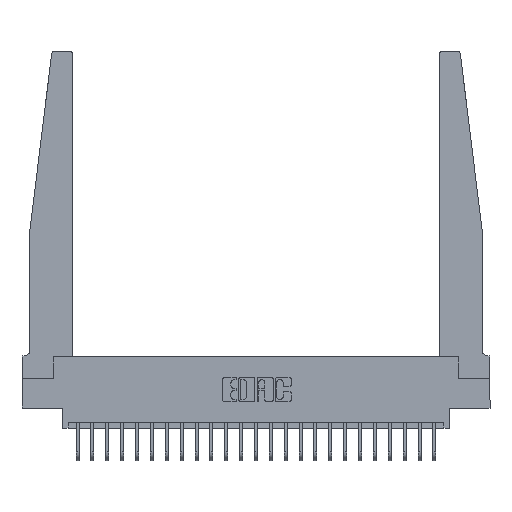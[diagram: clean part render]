
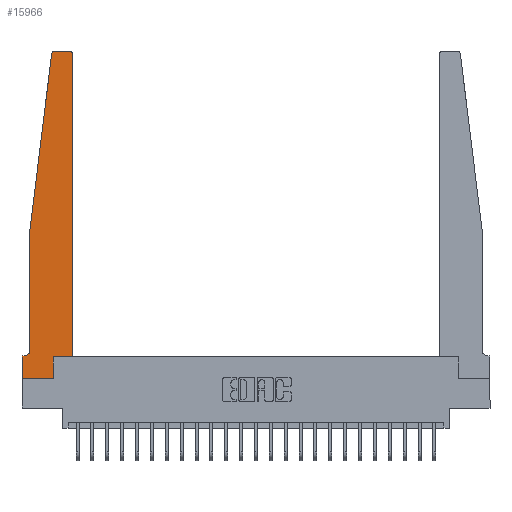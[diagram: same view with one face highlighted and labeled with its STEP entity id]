
A CAD part, top view. The second image highlights one B-rep face of the part: STEP entity #15966.
In plain terms, the highlighted planar face has unit normal (0, 0, 1).
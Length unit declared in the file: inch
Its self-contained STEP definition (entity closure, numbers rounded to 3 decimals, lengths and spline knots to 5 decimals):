
#354 = DIRECTION ( 'NONE',  ( 0., -1., 0. ) ) ;
#384 = CARTESIAN_POINT ( 'NONE',  ( 0.425, 2.72, 0.37 ) ) ;
#419 = AXIS2_PLACEMENT_3D ( 'NONE', #3882, #16238, #5641 ) ;
#653 = FACE_OUTER_BOUND ( 'NONE', #13640, .T. ) ;
#1159 = EDGE_CURVE ( 'NONE', #22010, #14743, #11446, .T. ) ;
#1190 = VERTEX_POINT ( 'NONE', #17202 ) ;
#1241 = DIRECTION ( 'NONE',  ( 0., 0., 1. ) ) ;
#1273 = ORIENTED_EDGE ( 'NONE', *, *, #18194, .T. ) ;
#1738 = EDGE_CURVE ( 'NONE', #14581, #22010, #18574, .T. ) ;
#1822 = ORIENTED_EDGE ( 'NONE', *, *, #1159, .T. ) ;
#2056 = VERTEX_POINT ( 'NONE', #5565 ) ;
#2070 = EDGE_CURVE ( 'NONE', #17213, #12827, #8643, .T. ) ;
#2210 = CARTESIAN_POINT ( 'NONE',  ( 0.2605, 0.18, 0.37 ) ) ;
#2289 = DIRECTION ( 'NONE',  ( 0., 1., 0. ) ) ;
#2304 = VECTOR ( 'NONE', #5437, 39.37008 ) ;
#2693 = CARTESIAN_POINT ( 'NONE',  ( 0.425, 0.18, 0.37 ) ) ;
#2789 = CARTESIAN_POINT ( 'NONE',  ( 0., 0.1875, 0.37 ) ) ;
#3077 = ORIENTED_EDGE ( 'NONE', *, *, #1738, .T. ) ;
#3201 = EDGE_CURVE ( 'NONE', #1190, #6357, #10801, .T. ) ;
#3676 = CARTESIAN_POINT ( 'NONE',  ( 0.25, 2.75, 0.37 ) ) ;
#3825 = CARTESIAN_POINT ( 'NONE',  ( 0.065, 0.2375, 0.37 ) ) ;
#3872 = CARTESIAN_POINT ( 'NONE',  ( 0.395, 2.75, 0.37 ) ) ;
#3882 = CARTESIAN_POINT ( 'NONE',  ( 0.395, 2.72, 0.37 ) ) ;
#4245 = EDGE_CURVE ( 'NONE', #7620, #5312, #12684, .T. ) ;
#4387 = AXIS2_PLACEMENT_3D ( 'NONE', #11797, #1241, #13567 ) ;
#5312 = VERTEX_POINT ( 'NONE', #7839 ) ;
#5389 = ORIENTED_EDGE ( 'NONE', *, *, #22583, .T. ) ;
#5422 = VERTEX_POINT ( 'NONE', #9943 ) ;
#5437 = DIRECTION ( 'NONE',  ( -1., 0., 0. ) ) ;
#5472 = VECTOR ( 'NONE', #21438, 39.37008 ) ;
#5535 = VECTOR ( 'NONE', #2289, 39.37008 ) ;
#5565 = CARTESIAN_POINT ( 'NONE',  ( 0., 0., 0.37 ) ) ;
#5641 = DIRECTION ( 'NONE',  ( 1., 0., 0. ) ) ;
#5656 = CARTESIAN_POINT ( 'NONE',  ( 0.27653, 2.75, 0.37 ) ) ;
#5897 = VECTOR ( 'NONE', #354, 39.37008 ) ;
#6357 = VERTEX_POINT ( 'NONE', #7479 ) ;
#6553 = DIRECTION ( 'NONE',  ( -0.122, -0.992, 0. ) ) ;
#6714 = VECTOR ( 'NONE', #6553, 39.37008 ) ;
#6982 = CARTESIAN_POINT ( 'NONE',  ( 0.065, 1.25, 0.37 ) ) ;
#7209 = LINE ( 'NONE', #18964, #21281 ) ;
#7281 = ORIENTED_EDGE ( 'NONE', *, *, #16076, .T. ) ;
#7479 = CARTESIAN_POINT ( 'NONE',  ( 0.2605, 0.18, 0.37 ) ) ;
#7554 = EDGE_CURVE ( 'NONE', #12827, #14581, #11692, .T. ) ;
#7620 = VERTEX_POINT ( 'NONE', #3825 ) ;
#7839 = CARTESIAN_POINT ( 'NONE',  ( 0.015, 0.1875, 0.37 ) ) ;
#7899 = DIRECTION ( 'NONE',  ( 1., 0., 0. ) ) ;
#8381 = DIRECTION ( 'NONE',  ( 1., 0., 0. ) ) ;
#8643 = CIRCLE ( 'NONE', #419, 0.03 ) ;
#8801 = LINE ( 'NONE', #6982, #18201 ) ;
#9302 = LINE ( 'NONE', #2693, #22804 ) ;
#9592 = CARTESIAN_POINT ( 'NONE',  ( 0.065, 1.25, 0.37 ) ) ;
#9761 = ORIENTED_EDGE ( 'NONE', *, *, #4245, .T. ) ;
#9943 = CARTESIAN_POINT ( 'NONE',  ( 0.425, 0.18, 0.37 ) ) ;
#10306 = EDGE_CURVE ( 'NONE', #14743, #7620, #8801, .T. ) ;
#10382 = LINE ( 'NONE', #19296, #19183 ) ;
#10494 = CARTESIAN_POINT ( 'NONE',  ( 0.015, 0.2375, 0.37 ) ) ;
#10589 = ORIENTED_EDGE ( 'NONE', *, *, #7554, .T. ) ;
#10618 = LINE ( 'NONE', #14453, #5897 ) ;
#10777 = AXIS2_PLACEMENT_3D ( 'NONE', #10494, #22773, #12266 ) ;
#10801 = LINE ( 'NONE', #2210, #5535 ) ;
#11288 = CARTESIAN_POINT ( 'NONE',  ( 0.24675, 2.72367, 0.37 ) ) ;
#11446 = LINE ( 'NONE', #17135, #6714 ) ;
#11667 = DIRECTION ( 'NONE',  ( 1., 0., 0. ) ) ;
#11692 = LINE ( 'NONE', #3676, #2304 ) ;
#11797 = CARTESIAN_POINT ( 'NONE',  ( 0.27653, 2.72, 0.37 ) ) ;
#12228 = EDGE_CURVE ( 'NONE', #5422, #17213, #14892, .T. ) ;
#12266 = DIRECTION ( 'NONE',  ( -1., 0., 0. ) ) ;
#12684 = CIRCLE ( 'NONE', #10777, 0.05 ) ;
#12827 = VERTEX_POINT ( 'NONE', #3872 ) ;
#13567 = DIRECTION ( 'NONE',  ( 1., 0., 0. ) ) ;
#13640 = EDGE_LOOP ( 'NONE', ( #10589, #3077, #1822, #14880, #9761, #1273, #17989, #7281, #20103, #5389, #18481, #18703 ) ) ;
#14313 = AXIS2_PLACEMENT_3D ( 'NONE', #2789, #22175, #11667 ) ;
#14453 = CARTESIAN_POINT ( 'NONE',  ( 0., 0., 0.37 ) ) ;
#14581 = VERTEX_POINT ( 'NONE', #5656 ) ;
#14743 = VERTEX_POINT ( 'NONE', #9592 ) ;
#14880 = ORIENTED_EDGE ( 'NONE', *, *, #10306, .T. ) ;
#14892 = LINE ( 'NONE', #17926, #5472 ) ;
#15002 = EDGE_CURVE ( 'NONE', #16157, #2056, #10618, .T. ) ;
#15966 = ADVANCED_FACE ( 'NONE', ( #653 ), #20413, .T. ) ;
#16076 = EDGE_CURVE ( 'NONE', #2056, #1190, #7209, .T. ) ;
#16157 = VERTEX_POINT ( 'NONE', #20947 ) ;
#16238 = DIRECTION ( 'NONE',  ( 0., 0., 1. ) ) ;
#17135 = CARTESIAN_POINT ( 'NONE',  ( 0.065, 1.25, 0.37 ) ) ;
#17202 = CARTESIAN_POINT ( 'NONE',  ( 0.2605, 0., 0.37 ) ) ;
#17213 = VERTEX_POINT ( 'NONE', #384 ) ;
#17926 = CARTESIAN_POINT ( 'NONE',  ( 0.425, 0.18, 0.37 ) ) ;
#17989 = ORIENTED_EDGE ( 'NONE', *, *, #15002, .T. ) ;
#18194 = EDGE_CURVE ( 'NONE', #5312, #16157, #10382, .T. ) ;
#18201 = VECTOR ( 'NONE', #19344, 39.37008 ) ;
#18481 = ORIENTED_EDGE ( 'NONE', *, *, #12228, .T. ) ;
#18574 = CIRCLE ( 'NONE', #4387, 0.03 ) ;
#18703 = ORIENTED_EDGE ( 'NONE', *, *, #2070, .T. ) ;
#18964 = CARTESIAN_POINT ( 'NONE',  ( 0., 0., 0.37 ) ) ;
#19183 = VECTOR ( 'NONE', #21052, 39.37008 ) ;
#19296 = CARTESIAN_POINT ( 'NONE',  ( 0.065, 0.1875, 0.37 ) ) ;
#19344 = DIRECTION ( 'NONE',  ( 0., -1., 0. ) ) ;
#20103 = ORIENTED_EDGE ( 'NONE', *, *, #3201, .T. ) ;
#20413 = PLANE ( 'NONE',  #14313 ) ;
#20947 = CARTESIAN_POINT ( 'NONE',  ( 0., 0.1875, 0.37 ) ) ;
#21052 = DIRECTION ( 'NONE',  ( -1., 0., 0. ) ) ;
#21281 = VECTOR ( 'NONE', #8381, 39.37008 ) ;
#21438 = DIRECTION ( 'NONE',  ( 0., 1., 0. ) ) ;
#22010 = VERTEX_POINT ( 'NONE', #11288 ) ;
#22175 = DIRECTION ( 'NONE',  ( 0., 0., 1. ) ) ;
#22583 = EDGE_CURVE ( 'NONE', #6357, #5422, #9302, .T. ) ;
#22773 = DIRECTION ( 'NONE',  ( 0., 0., -1. ) ) ;
#22804 = VECTOR ( 'NONE', #7899, 39.37008 ) ;
